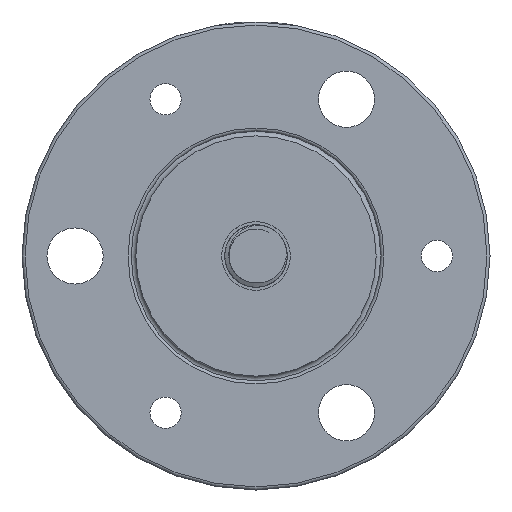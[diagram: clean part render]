
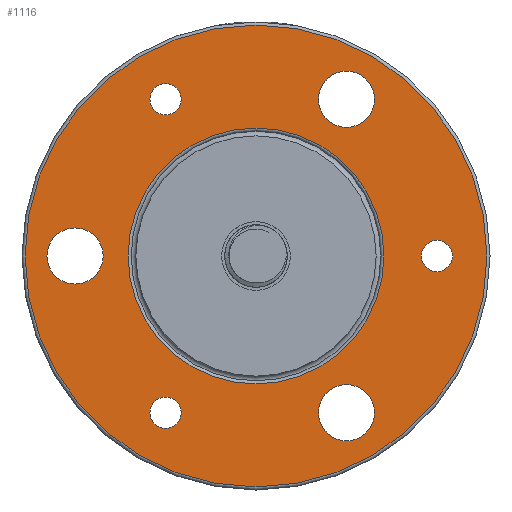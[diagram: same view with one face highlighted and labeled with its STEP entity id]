
A CAD part, left-side view. The second image highlights one B-rep face of the part: STEP entity #1116.
In plain terms, the highlighted planar face has unit normal (-1, 0, 0).
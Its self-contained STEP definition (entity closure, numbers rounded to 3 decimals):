
#357 = DIRECTION ( 'NONE',  ( -1., 0., 0. ) ) ;
#422 = FACE_BOUND ( 'NONE', #11209, .T. ) ;
#1053 = ORIENTED_EDGE ( 'NONE', *, *, #14373, .T. ) ;
#1116 = ADVANCED_FACE ( 'NONE', ( #11301, #16797, #2273, #422, #4461, #14536, #7781, #15357 ), #2187, .F. ) ;
#1135 = EDGE_LOOP ( 'NONE', ( #5641 ) ) ;
#1184 = AXIS2_PLACEMENT_3D ( 'NONE', #17718, #10968, #17806 ) ;
#1355 = CARTESIAN_POINT ( 'NONE',  ( 0., -14.5, -29.615 ) ) ;
#1379 = AXIS2_PLACEMENT_3D ( 'NONE', #12904, #10192, #2043 ) ;
#2043 = DIRECTION ( 'NONE',  ( 0., 0., -1. ) ) ;
#2187 = PLANE ( 'NONE',  #15602 ) ;
#2258 = CARTESIAN_POINT ( 'NONE',  ( 0., 14.5, 25.115 ) ) ;
#2273 = FACE_BOUND ( 'NONE', #13245, .T. ) ;
#2603 = VERTEX_POINT ( 'NONE', #4052 ) ;
#2657 = CARTESIAN_POINT ( 'NONE',  ( 0., -14.5, -25.115 ) ) ;
#2910 = AXIS2_PLACEMENT_3D ( 'NONE', #2657, #8173, #13660 ) ;
#2969 = CARTESIAN_POINT ( 'NONE',  ( 0., -29., -2.5 ) ) ;
#3031 = DIRECTION ( 'NONE',  ( 0., 0., -1. ) ) ;
#3077 = DIRECTION ( 'NONE',  ( 0., 0., -1. ) ) ;
#3235 = DIRECTION ( 'NONE',  ( 1., 0., 0. ) ) ;
#3870 = EDGE_CURVE ( 'NONE', #2603, #2603, #7519, .T. ) ;
#4052 = CARTESIAN_POINT ( 'NONE',  ( 0., 29., -4.5 ) ) ;
#4405 = CARTESIAN_POINT ( 'NONE',  ( 0., 14.5, -27.615 ) ) ;
#4461 = FACE_BOUND ( 'NONE', #12034, .T. ) ;
#4530 = EDGE_CURVE ( 'NONE', #9731, #9731, #13579, .T. ) ;
#4809 = CIRCLE ( 'NONE', #16594, 2.5 ) ;
#5542 = EDGE_CURVE ( 'NONE', #11061, #11061, #15410, .T. ) ;
#5641 = ORIENTED_EDGE ( 'NONE', *, *, #11220, .T. ) ;
#5720 = DIRECTION ( 'NONE',  ( 1., 0., 0. ) ) ;
#5938 = CARTESIAN_POINT ( 'NONE',  ( 0., -14.5, 20.615 ) ) ;
#6272 = EDGE_LOOP ( 'NONE', ( #10059 ) ) ;
#7332 = CARTESIAN_POINT ( 'NONE',  ( 0., 0., 0. ) ) ;
#7519 = CIRCLE ( 'NONE', #1184, 4.5 ) ;
#7670 = AXIS2_PLACEMENT_3D ( 'NONE', #2258, #11891, #17466 ) ;
#7781 = FACE_BOUND ( 'NONE', #10301, .T. ) ;
#8173 = DIRECTION ( 'NONE',  ( 1., 0., 0. ) ) ;
#8478 = VERTEX_POINT ( 'NONE', #8753 ) ;
#8748 = DIRECTION ( 'NONE',  ( 0., 0., -1. ) ) ;
#8753 = CARTESIAN_POINT ( 'NONE',  ( 0., 0., -37. ) ) ;
#8763 = DIRECTION ( 'NONE',  ( 1., 0., 0. ) ) ;
#8861 = CIRCLE ( 'NONE', #1379, 4.5 ) ;
#8935 = EDGE_CURVE ( 'NONE', #10002, #10002, #16679, .T. ) ;
#9731 = VERTEX_POINT ( 'NONE', #1355 ) ;
#9820 = VERTEX_POINT ( 'NONE', #5938 ) ;
#9899 = DIRECTION ( 'NONE',  ( 0., 0., -1. ) ) ;
#9956 = ORIENTED_EDGE ( 'NONE', *, *, #3870, .T. ) ;
#10002 = VERTEX_POINT ( 'NONE', #15663 ) ;
#10059 = ORIENTED_EDGE ( 'NONE', *, *, #12050, .T. ) ;
#10175 = VERTEX_POINT ( 'NONE', #4405 ) ;
#10192 = DIRECTION ( 'NONE',  ( 1., 0., 0. ) ) ;
#10301 = EDGE_LOOP ( 'NONE', ( #10954 ) ) ;
#10571 = ORIENTED_EDGE ( 'NONE', *, *, #13352, .T. ) ;
#10954 = ORIENTED_EDGE ( 'NONE', *, *, #4530, .T. ) ;
#10968 = DIRECTION ( 'NONE',  ( 1., 0., 0. ) ) ;
#11032 = EDGE_LOOP ( 'NONE', ( #9956 ) ) ;
#11061 = VERTEX_POINT ( 'NONE', #14857 ) ;
#11170 = DIRECTION ( 'NONE',  ( 1., 0., 0. ) ) ;
#11209 = EDGE_LOOP ( 'NONE', ( #12145 ) ) ;
#11220 = EDGE_CURVE ( 'NONE', #8478, #8478, #16658, .T. ) ;
#11301 = FACE_BOUND ( 'NONE', #13409, .T. ) ;
#11334 = CIRCLE ( 'NONE', #12502, 2.5 ) ;
#11518 = VERTEX_POINT ( 'NONE', #2969 ) ;
#11891 = DIRECTION ( 'NONE',  ( 1., 0., 0. ) ) ;
#12034 = EDGE_LOOP ( 'NONE', ( #1053 ) ) ;
#12050 = EDGE_CURVE ( 'NONE', #9820, #9820, #8861, .T. ) ;
#12115 = ORIENTED_EDGE ( 'NONE', *, *, #8935, .T. ) ;
#12145 = ORIENTED_EDGE ( 'NONE', *, *, #5542, .T. ) ;
#12502 = AXIS2_PLACEMENT_3D ( 'NONE', #13901, #11170, #3077 ) ;
#12904 = CARTESIAN_POINT ( 'NONE',  ( 0., -14.5, 25.115 ) ) ;
#13245 = EDGE_LOOP ( 'NONE', ( #10571 ) ) ;
#13352 = EDGE_CURVE ( 'NONE', #10175, #10175, #4809, .T. ) ;
#13409 = EDGE_LOOP ( 'NONE', ( #12115 ) ) ;
#13579 = CIRCLE ( 'NONE', #2910, 4.5 ) ;
#13660 = DIRECTION ( 'NONE',  ( 0., 0., -1. ) ) ;
#13901 = CARTESIAN_POINT ( 'NONE',  ( 0., -29., 0. ) ) ;
#14069 = DIRECTION ( 'NONE',  ( 0., 0., -1. ) ) ;
#14373 = EDGE_CURVE ( 'NONE', #11518, #11518, #11334, .T. ) ;
#14536 = FACE_BOUND ( 'NONE', #6272, .T. ) ;
#14676 = AXIS2_PLACEMENT_3D ( 'NONE', #15584, #8763, #14069 ) ;
#14857 = CARTESIAN_POINT ( 'NONE',  ( 0., 14.5, 22.615 ) ) ;
#15357 = FACE_BOUND ( 'NONE', #11032, .T. ) ;
#15410 = CIRCLE ( 'NONE', #7670, 2.5 ) ;
#15450 = CARTESIAN_POINT ( 'NONE',  ( 0., 0., -20. ) ) ;
#15568 = CARTESIAN_POINT ( 'NONE',  ( 0., 14.5, -25.115 ) ) ;
#15584 = CARTESIAN_POINT ( 'NONE',  ( 0., 0., 0. ) ) ;
#15602 = AXIS2_PLACEMENT_3D ( 'NONE', #15450, #5720, #3031 ) ;
#15663 = CARTESIAN_POINT ( 'NONE',  ( 0., 0., -20.5 ) ) ;
#16594 = AXIS2_PLACEMENT_3D ( 'NONE', #15568, #3235, #8748 ) ;
#16658 = CIRCLE ( 'NONE', #16692, 37. ) ;
#16679 = CIRCLE ( 'NONE', #14676, 20.5 ) ;
#16692 = AXIS2_PLACEMENT_3D ( 'NONE', #7332, #357, #9899 ) ;
#16797 = FACE_OUTER_BOUND ( 'NONE', #1135, .T. ) ;
#17466 = DIRECTION ( 'NONE',  ( 0., 0., -1. ) ) ;
#17718 = CARTESIAN_POINT ( 'NONE',  ( 0., 29., 0. ) ) ;
#17806 = DIRECTION ( 'NONE',  ( 0., 0., -1. ) ) ;
